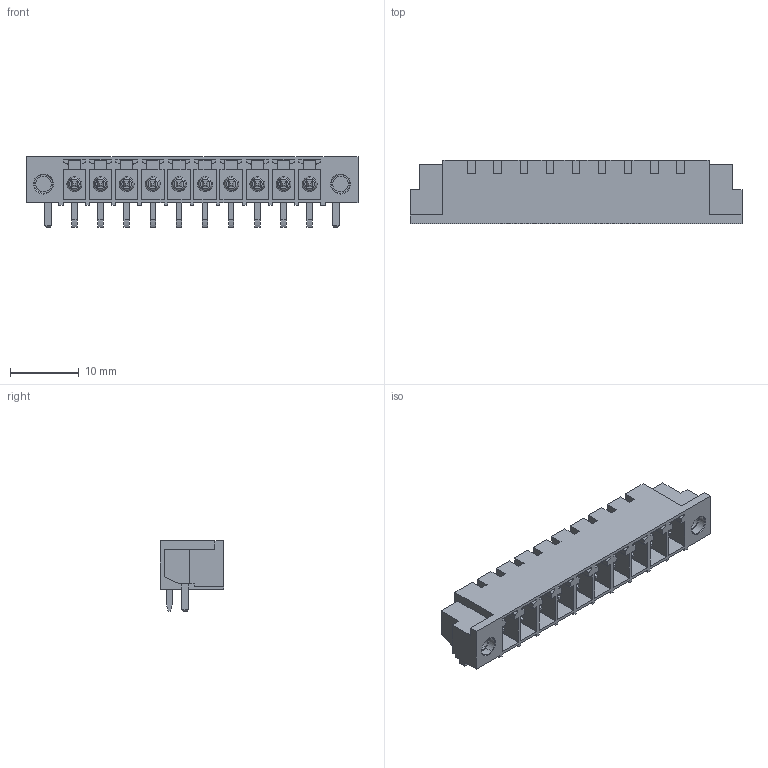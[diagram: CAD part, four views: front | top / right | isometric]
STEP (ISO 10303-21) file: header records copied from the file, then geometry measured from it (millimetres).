
FILE_DESCRIPTION(('CATIA V5 STEP','CAx-IF Rec.Pracs.--- Model Styling and Organization---1.2---2011-12-15'),'2;1');
FILE_NAME ('D1457722_0', '2018-10-11T04:45:47+00:00', ('none'), ('Weidmueller'), 'CATIA Version 5-6 Release 2014', 'CATIA V5 STEP AP214', 'none');
FILE_SCHEMA(('AUTOMOTIVE_DESIGN { 1 0 10303 214 1 1 1 1 }'));
Length unit declared in the file: millimetre
Products named in the file (1): 1863790000
Bounding box: 48.39 x 9.2 x 10.27 mm (x, y, z)
Volume: 1356.8 mm3; surface area: 4050.1 mm2
Topology: 13 solids, 13 shells, 790 faces, 2304 edges, 1574 vertices
Faces by surface type: plane 600, cylinder 146, cone 24, torus 20
Entity records: 23848 total; most frequent: ORIENTED_EDGE 4608, CARTESIAN_POINT 4400, DIRECTION 3054, EDGE_CURVE 2304, VECTOR 1894, LINE 1894, VERTEX_POINT 1574, EDGE_LOOP 844
